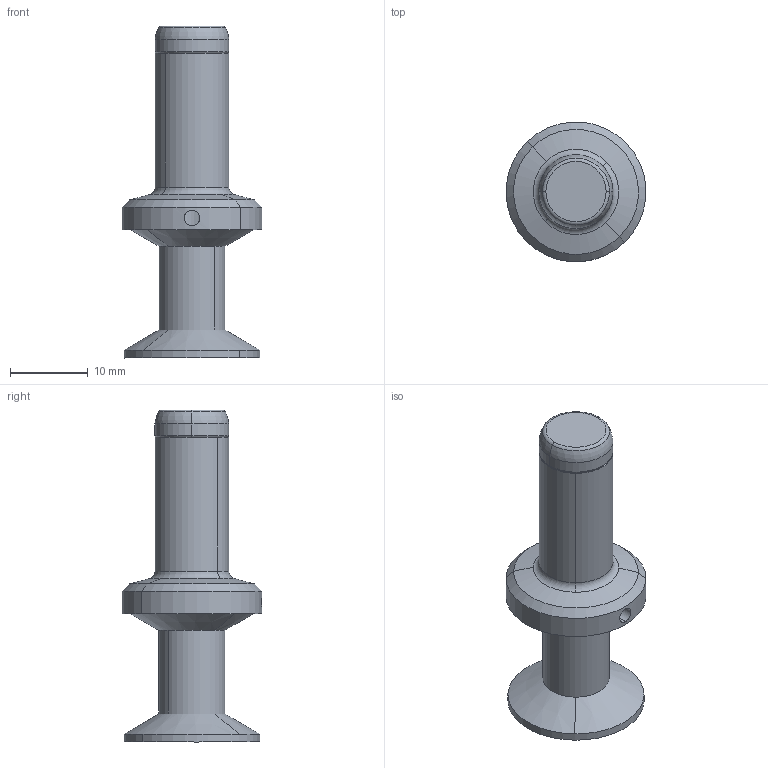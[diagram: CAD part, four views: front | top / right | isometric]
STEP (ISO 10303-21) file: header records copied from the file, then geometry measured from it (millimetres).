
FILE_DESCRIPTION(('Creo Elements/Direct Modeling STEP Export'),'2;1');
FILE_NAME('0ln7uvk5p889gs85692','2023-02-16T16:38:07',(''),(''),'Creo Elements/Direct Modeling STEP processor for AP214 (Solid Model)','Creo Elements/Direct Modeling 20.1B 02-Apr-2019 (C) Parametric Technology GmbH','');
FILE_SCHEMA(('AUTOMOTIVE_DESIGN { 1 0 10303 214 1 1 1 1 }'));
Length unit declared in the file: millimetre
Products named in the file (2): C30MA 16 P
Assembly tree (1 placements, depth 2):
  C30MA 16 P
    C30MA 16 P
Bounding box: 17.96 x 17.98 x 42.7 mm (x, y, z)
Volume: 3514.3 mm3; surface area: 2575.9 mm2
Topology: 1 solids, 3 shells, 68 faces, 157 edges, 92 vertices
Faces by surface type: cone 24, cylinder 22, torus 16, plane 6
Entity records: 2819 total; most frequent: CARTESIAN_POINT 831, ORIENTED_EDGE 306, DIRECTION 288, EDGE_CURVE 153, AXIS2_PLACEMENT_3D 121, VERTEX_POINT 92, EDGE_LOOP 73, COLOUR_RGB 69
